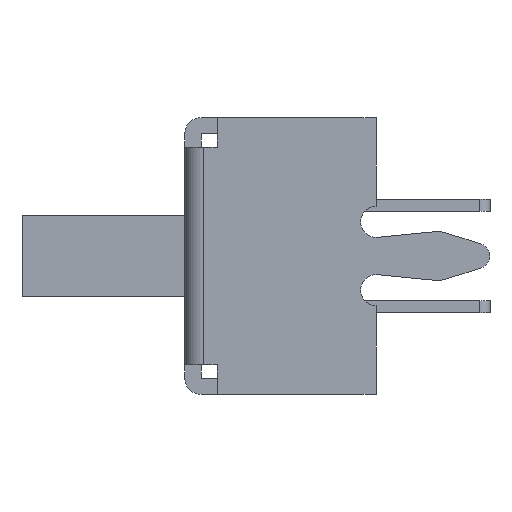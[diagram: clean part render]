
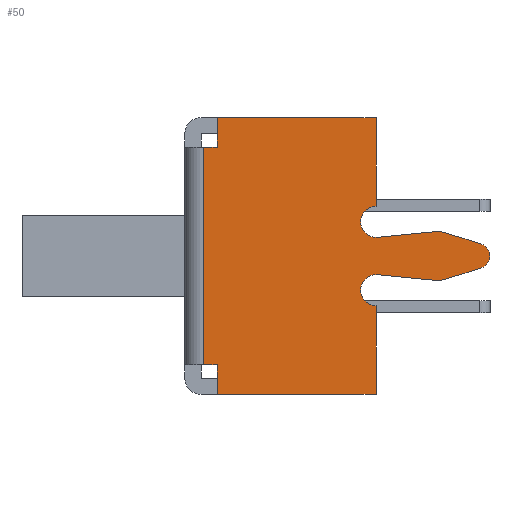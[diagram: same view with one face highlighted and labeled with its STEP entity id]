
A CAD part, left-side view. The second image highlights one B-rep face of the part: STEP entity #50.
In plain terms, the highlighted planar face has unit normal (-1, 0, 0).
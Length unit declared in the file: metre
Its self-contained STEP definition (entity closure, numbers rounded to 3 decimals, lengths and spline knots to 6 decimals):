
#50 = ADVANCED_FACE( '', ( #264 ), #265, .T. );
#264 = FACE_OUTER_BOUND( '', #695, .T. );
#265 = PLANE( '', #696 );
#695 = EDGE_LOOP( '', ( #1240, #1241, #1242, #1243, #1244, #1245, #1246, #1247, #1248, #1249, #1250, #1251, #1252, #1253, #1254, #1255, #1256, #1257, #1258, #1259 ) );
#696 = AXIS2_PLACEMENT_3D( '', #1260, #1261, #1262 );
#1240 = ORIENTED_EDGE( '', *, *, #3079, .T. );
#1241 = ORIENTED_EDGE( '', *, *, #3080, .F. );
#1242 = ORIENTED_EDGE( '', *, *, #3081, .F. );
#1243 = ORIENTED_EDGE( '', *, *, #3082, .F. );
#1244 = ORIENTED_EDGE( '', *, *, #3083, .F. );
#1245 = ORIENTED_EDGE( '', *, *, #3084, .F. );
#1246 = ORIENTED_EDGE( '', *, *, #3085, .F. );
#1247 = ORIENTED_EDGE( '', *, *, #3086, .F. );
#1248 = ORIENTED_EDGE( '', *, *, #3087, .T. );
#1249 = ORIENTED_EDGE( '', *, *, #3088, .T. );
#1250 = ORIENTED_EDGE( '', *, *, #3089, .T. );
#1251 = ORIENTED_EDGE( '', *, *, #3090, .F. );
#1252 = ORIENTED_EDGE( '', *, *, #3091, .T. );
#1253 = ORIENTED_EDGE( '', *, *, #3092, .F. );
#1254 = ORIENTED_EDGE( '', *, *, #3093, .F. );
#1255 = ORIENTED_EDGE( '', *, *, #3094, .T. );
#1256 = ORIENTED_EDGE( '', *, *, #3095, .F. );
#1257 = ORIENTED_EDGE( '', *, *, #3096, .T. );
#1258 = ORIENTED_EDGE( '', *, *, #3097, .T. );
#1259 = ORIENTED_EDGE( '', *, *, #3098, .T. );
#1260 = CARTESIAN_POINT( '', ( -0.0043, -0.000057, -0.0034 ) );
#1261 = DIRECTION( '', ( -1., 0., 0. ) );
#1262 = DIRECTION( '', ( 0., 0., 1. ) );
#3079 = EDGE_CURVE( '', #3706, #3707, #3708, .T. );
#3080 = EDGE_CURVE( '', #3709, #3707, #3710, .T. );
#3081 = EDGE_CURVE( '', #3711, #3709, #3712, .T. );
#3082 = EDGE_CURVE( '', #3713, #3711, #3714, .T. );
#3083 = EDGE_CURVE( '', #3715, #3713, #3716, .T. );
#3084 = EDGE_CURVE( '', #3717, #3715, #3718, .T. );
#3085 = EDGE_CURVE( '', #3719, #3717, #3720, .T. );
#3086 = EDGE_CURVE( '', #3721, #3719, #3722, .T. );
#3087 = EDGE_CURVE( '', #3721, #3723, #3724, .T. );
#3088 = EDGE_CURVE( '', #3723, #3725, #3726, .T. );
#3089 = EDGE_CURVE( '', #3725, #3727, #3728, .T. );
#3090 = EDGE_CURVE( '', #3729, #3727, #3730, .T. );
#3091 = EDGE_CURVE( '', #3729, #3731, #3732, .T. );
#3092 = EDGE_CURVE( '', #3733, #3731, #3734, .T. );
#3093 = EDGE_CURVE( '', #3735, #3733, #3736, .T. );
#3094 = EDGE_CURVE( '', #3735, #3737, #3738, .T. );
#3095 = EDGE_CURVE( '', #3739, #3737, #3740, .T. );
#3096 = EDGE_CURVE( '', #3739, #3741, #3742, .T. );
#3097 = EDGE_CURVE( '', #3741, #3743, #3744, .T. );
#3098 = EDGE_CURVE( '', #3743, #3706, #3745, .T. );
#3706 = VERTEX_POINT( '', #4828 );
#3707 = VERTEX_POINT( '', #4829 );
#3708 = LINE( '', #4830, #4831 );
#3709 = VERTEX_POINT( '', #4832 );
#3710 = LINE( '', #4833, #4834 );
#3711 = VERTEX_POINT( '', #4835 );
#3712 = CIRCLE( '', #4836, 0.000762 );
#3713 = VERTEX_POINT( '', #4837 );
#3714 = LINE( '', #4838, #4839 );
#3715 = VERTEX_POINT( '', #4840 );
#3716 = CIRCLE( '', #4841, 0.000305 );
#3717 = VERTEX_POINT( '', #4842 );
#3718 = LINE( '', #4843, #4844 );
#3719 = VERTEX_POINT( '', #4845 );
#3720 = CIRCLE( '', #4846, 0.000762 );
#3721 = VERTEX_POINT( '', #4847 );
#3722 = LINE( '', #4848, #4849 );
#3723 = VERTEX_POINT( '', #4850 );
#3724 = LINE( '', #4851, #4852 );
#3725 = VERTEX_POINT( '', #4853 );
#3726 = CIRCLE( '', #4854, 0.000381 );
#3727 = VERTEX_POINT( '', #4855 );
#3728 = LINE( '', #4856, #4857 );
#3729 = VERTEX_POINT( '', #4858 );
#3730 = LINE( '', #4859, #4860 );
#3731 = VERTEX_POINT( '', #4861 );
#3732 = LINE( '', #4862, #4863 );
#3733 = VERTEX_POINT( '', #4864 );
#3734 = LINE( '', #4865, #4866 );
#3735 = VERTEX_POINT( '', #4867 );
#3736 = LINE( '', #4868, #4869 );
#3737 = VERTEX_POINT( '', #4870 );
#3738 = LINE( '', #4871, #4872 );
#3739 = VERTEX_POINT( '', #4873 );
#3740 = LINE( '', #4874, #4875 );
#3741 = VERTEX_POINT( '', #4876 );
#3742 = LINE( '', #4877, #4878 );
#3743 = VERTEX_POINT( '', #4879 );
#3744 = LINE( '', #4880, #4881 );
#3745 = CIRCLE( '', #4882, 0.000381 );
#4828 = CARTESIAN_POINT( '', ( -0.0043, -0.0043, -0.000459 ) );
#4829 = CARTESIAN_POINT( '', ( -0.0043, -0.0043, -0.000457 ) );
#4830 = CARTESIAN_POINT( '', ( -0.0043, -0.0043, -0.000459 ) );
#4831 = VECTOR( '', #6199, 1. );
#4832 = CARTESIAN_POINT( '', ( -0.0043, -0.005726, -0.000596 ) );
#4833 = CARTESIAN_POINT( '', ( -0.0043, -0.005726, -0.000596 ) );
#4834 = VECTOR( '', #6200, 1. );
#4835 = CARTESIAN_POINT( '', ( -0.0043, -0.006032, -0.000564 ) );
#4836 = AXIS2_PLACEMENT_3D( '', #6201, #6202, #6203 );
#4837 = CARTESIAN_POINT( '', ( -0.0043, -0.006888, -0.00029 ) );
#4838 = CARTESIAN_POINT( '', ( -0.0043, -0.006888, -0.00029 ) );
#4839 = VECTOR( '', #6204, 1. );
#4840 = CARTESIAN_POINT( '', ( -0.0043, -0.006888, 0.00029 ) );
#4841 = AXIS2_PLACEMENT_3D( '', #6205, #6206, #6207 );
#4842 = CARTESIAN_POINT( '', ( -0.0043, -0.006032, 0.000564 ) );
#4843 = CARTESIAN_POINT( '', ( -0.0043, -0.006032, 0.000564 ) );
#4844 = VECTOR( '', #6208, 1. );
#4845 = CARTESIAN_POINT( '', ( -0.0043, -0.005726, 0.000596 ) );
#4846 = AXIS2_PLACEMENT_3D( '', #6209, #6210, #6211 );
#4847 = CARTESIAN_POINT( '', ( -0.0043, -0.0043, 0.000457 ) );
#4848 = CARTESIAN_POINT( '', ( -0.0043, -0.0043, 0.000457 ) );
#4849 = VECTOR( '', #6212, 1. );
#4850 = CARTESIAN_POINT( '', ( -0.0043, -0.0043, 0.000459 ) );
#4851 = CARTESIAN_POINT( '', ( -0.0043, -0.0043, 0.000457 ) );
#4852 = VECTOR( '', #6213, 1. );
#4853 = CARTESIAN_POINT( '', ( -0.0043, -0.0043, 0.001221 ) );
#4854 = AXIS2_PLACEMENT_3D( '', #6214, #6215, #6216 );
#4855 = CARTESIAN_POINT( '', ( -0.0043, -0.0043, 0.0034 ) );
#4856 = CARTESIAN_POINT( '', ( -0.0043, -0.0043, 0.001221 ) );
#4857 = VECTOR( '', #6217, 1. );
#4858 = CARTESIAN_POINT( '', ( -0.0043, -0.0004, 0.0034 ) );
#4859 = CARTESIAN_POINT( '', ( -0.0043, -0.0004, 0.0034 ) );
#4860 = VECTOR( '', #6218, 1. );
#4861 = CARTESIAN_POINT( '', ( -0.0043, -0.0004, 0.002676 ) );
#4862 = CARTESIAN_POINT( '', ( -0.0043, -0.0004, 0.0034 ) );
#4863 = VECTOR( '', #6219, 1. );
#4864 = CARTESIAN_POINT( '', ( -0.0043, -0.000057, 0.002676 ) );
#4865 = CARTESIAN_POINT( '', ( -0.0043, -0.000057, 0.002676 ) );
#4866 = VECTOR( '', #6220, 1. );
#4867 = CARTESIAN_POINT( '', ( -0.0043, -0.000057, -0.002676 ) );
#4868 = CARTESIAN_POINT( '', ( -0.0043, -0.000057, -0.002676 ) );
#4869 = VECTOR( '', #6221, 1. );
#4870 = CARTESIAN_POINT( '', ( -0.0043, -0.0004, -0.002676 ) );
#4871 = CARTESIAN_POINT( '', ( -0.0043, -0.000057, -0.002676 ) );
#4872 = VECTOR( '', #6222, 1. );
#4873 = CARTESIAN_POINT( '', ( -0.0043, -0.0004, -0.0034 ) );
#4874 = CARTESIAN_POINT( '', ( -0.0043, -0.0004, -0.0034 ) );
#4875 = VECTOR( '', #6223, 1. );
#4876 = CARTESIAN_POINT( '', ( -0.0043, -0.0043, -0.0034 ) );
#4877 = CARTESIAN_POINT( '', ( -0.0043, -0.0004, -0.0034 ) );
#4878 = VECTOR( '', #6224, 1. );
#4879 = CARTESIAN_POINT( '', ( -0.0043, -0.0043, -0.001221 ) );
#4880 = CARTESIAN_POINT( '', ( -0.0043, -0.0043, -0.0034 ) );
#4881 = VECTOR( '', #6225, 1. );
#4882 = AXIS2_PLACEMENT_3D( '', #6226, #6227, #6228 );
#6199 = DIRECTION( '', ( 0., 0., 1. ) );
#6200 = DIRECTION( '', ( 0., 0.995, 0.097 ) );
#6201 = CARTESIAN_POINT( '', ( -0.0043, -0.0058, 0.000162 ) );
#6202 = DIRECTION( '', ( 1., 0., 0. ) );
#6203 = DIRECTION( '', ( 0., -0.304, -0.953 ) );
#6204 = DIRECTION( '', ( 0., 0.953, -0.304 ) );
#6205 = CARTESIAN_POINT( '', ( -0.0043, -0.006795, 0. ) );
#6206 = DIRECTION( '', ( 1., 0., 0. ) );
#6207 = DIRECTION( '', ( 0., -0.304, 0.953 ) );
#6208 = DIRECTION( '', ( 0., -0.953, -0.304 ) );
#6209 = CARTESIAN_POINT( '', ( -0.0043, -0.0058, -0.000162 ) );
#6210 = DIRECTION( '', ( 1., 0., 0. ) );
#6211 = DIRECTION( '', ( 0., 0.097, 0.995 ) );
#6212 = DIRECTION( '', ( 0., -0.995, 0.097 ) );
#6213 = DIRECTION( '', ( 0., 0., 1. ) );
#6214 = CARTESIAN_POINT( '', ( -0.0043, -0.0043, 0.00084 ) );
#6215 = DIRECTION( '', ( 1., 0., 0. ) );
#6216 = DIRECTION( '', ( 0., 0., -1. ) );
#6217 = DIRECTION( '', ( 0., 0., 1. ) );
#6218 = DIRECTION( '', ( 0., -1., 0. ) );
#6219 = DIRECTION( '', ( 0., 0., -1. ) );
#6220 = DIRECTION( '', ( 0., -1., 0. ) );
#6221 = DIRECTION( '', ( 0., 0., 1. ) );
#6222 = DIRECTION( '', ( 0., -1., 0. ) );
#6223 = DIRECTION( '', ( 0., 0., 1. ) );
#6224 = DIRECTION( '', ( 0., -1., 0. ) );
#6225 = DIRECTION( '', ( 0., 0., 1. ) );
#6226 = CARTESIAN_POINT( '', ( -0.0043, -0.0043, -0.00084 ) );
#6227 = DIRECTION( '', ( 1., 0., 0. ) );
#6228 = DIRECTION( '', ( 0., 0., -1. ) );
